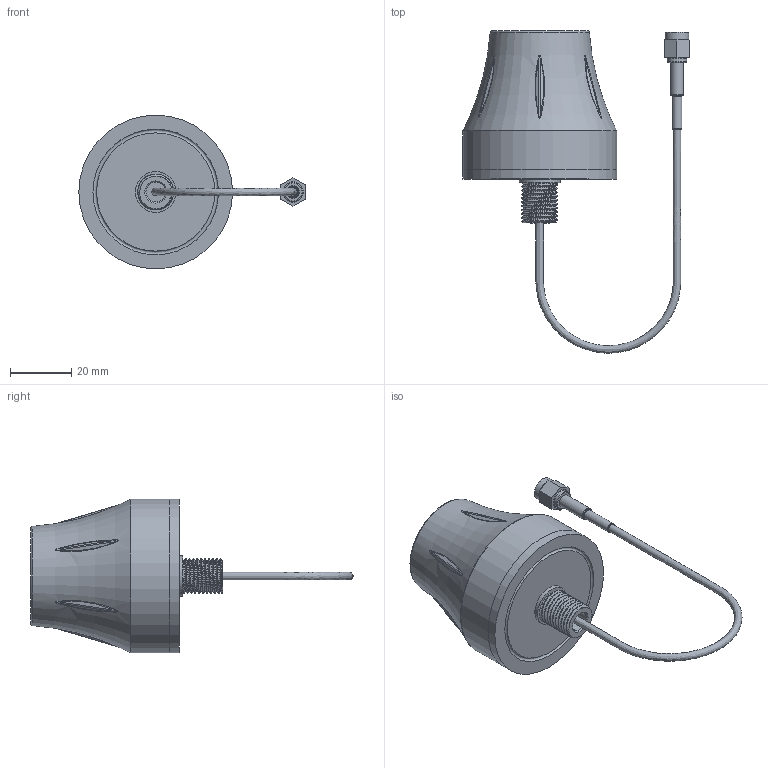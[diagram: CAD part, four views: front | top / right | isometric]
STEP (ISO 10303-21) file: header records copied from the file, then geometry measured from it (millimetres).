
FILE_DESCRIPTION (( 'STEP AP214' ), '1' );
FILE_NAME ('SE-ANT150.STEP', '2017-08-14T17:40:31', ( '' ), ( '' ), 'SwSTEP 2.0', 'SolidWorks 2017', '' );
FILE_SCHEMA (( 'AUTOMOTIVE_DESIGN' ));
Length unit declared in the file: inch
Products named in the file (1): SE-ANT150
Bounding box: 74.02 x 105.39 x 50.29 mm (x, y, z)
Volume: 73468.1 mm3; surface area: 16447.2 mm2
Topology: 2 solids, 2 shells, 112 faces, 229 edges, 138 vertices
Faces by surface type: plane 40, bspline 34, torus 18, cylinder 18, cone 2
Full cylindrical faces by diameter (mm): 0.762 x1, 3.251 x1, 4.166 x1, 5.115 x1, 5.588 x1, 6.35 x1, 6.426 x1, 7.722 x1, 13.335 x1, 50.292 x2
Entity records: 7210 total; most frequent: CARTESIAN_POINT 4557, ORIENTED_EDGE 392, DIRECTION 376, EDGE_CURVE 196, AXIS2_PLACEMENT_3D 167, EDGE_LOOP 155, FACE_OUTER_BOUND 136, VERTEX_POINT 131
